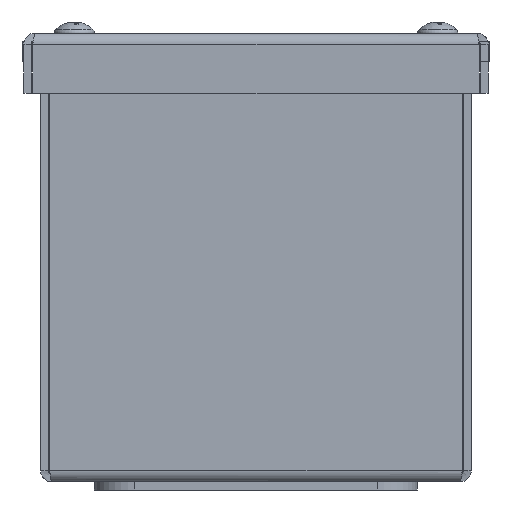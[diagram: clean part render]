
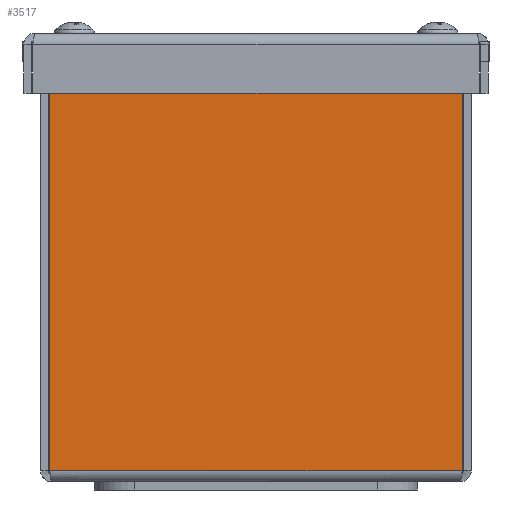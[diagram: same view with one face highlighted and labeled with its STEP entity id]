
A CAD part, front view. The second image highlights one B-rep face of the part: STEP entity #3517.
In plain terms, the highlighted planar face has unit normal (0, -1, 0).
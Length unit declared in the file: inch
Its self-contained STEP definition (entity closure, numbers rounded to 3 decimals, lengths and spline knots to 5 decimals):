
#3317=CARTESIAN_POINT('',(-1.91495,-3.,3.89475));
#3318=VERTEX_POINT('',#3317);
#3326=CARTESIAN_POINT('',(1.91495,-3.,3.89475));
#3327=VERTEX_POINT('',#3326);
#3328=CARTESIAN_POINT('',(1.91495,-3.,3.89475));
#3329=DIRECTION('',(-1.0,0.0,0.0));
#3330=VECTOR('',#3329,3.8299);
#3331=LINE('',#3328,#3330);
#3332=EDGE_CURVE('',#3327,#3318,#3331,.T.);
#3487=CARTESIAN_POINT('',(0.,-3.,2.02074));
#3488=DIRECTION('',(0.0,1.0,0.0));
#3489=DIRECTION('',(1.0,0.0,0.0));
#3490=AXIS2_PLACEMENT_3D('',#3487,#3488,#3489);
#3491=PLANE('',#3490);
#3492=ORIENTED_EDGE('',*,*,#3332,.T.);
#3493=CARTESIAN_POINT('',(-1.91495,-3.0,0.10525));
#3494=VERTEX_POINT('',#3493);
#3495=CARTESIAN_POINT('',(-1.91495,-3.0,0.10525));
#3496=DIRECTION('',(0.0,0.0,1.0));
#3497=VECTOR('',#3496,3.7895);
#3498=LINE('',#3495,#3497);
#3499=EDGE_CURVE('',#3494,#3318,#3498,.T.);
#3500=ORIENTED_EDGE('',*,*,#3499,.F.);
#3501=CARTESIAN_POINT('',(1.91495,-3.0,0.10525));
#3502=VERTEX_POINT('',#3501);
#3503=CARTESIAN_POINT('',(-1.91495,-3.0,0.10525));
#3504=DIRECTION('',(1.0,0.0,0.0));
#3505=VECTOR('',#3504,3.8299);
#3506=LINE('',#3503,#3505);
#3507=EDGE_CURVE('',#3494,#3502,#3506,.T.);
#3508=ORIENTED_EDGE('',*,*,#3507,.T.);
#3509=CARTESIAN_POINT('',(1.91495,-3.,3.89475));
#3510=DIRECTION('',(0.0,0.0,-1.0));
#3511=VECTOR('',#3510,3.7895);
#3512=LINE('',#3509,#3511);
#3513=EDGE_CURVE('',#3327,#3502,#3512,.T.);
#3514=ORIENTED_EDGE('',*,*,#3513,.F.);
#3515=EDGE_LOOP('',(#3492,#3500,#3508,#3514));
#3516=FACE_OUTER_BOUND('',#3515,.T.);
#3517=ADVANCED_FACE('',(#3516),#3491,.F.);
